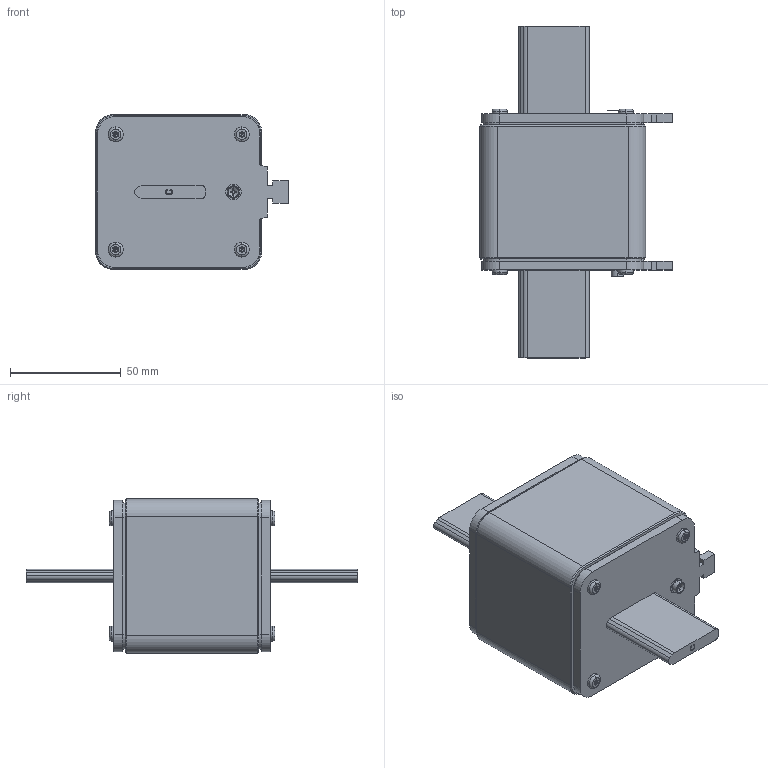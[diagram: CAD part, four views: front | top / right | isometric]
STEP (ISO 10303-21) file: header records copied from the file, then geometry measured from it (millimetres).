
FILE_DESCRIPTION (( 'STEP AP203' ), '1' );
FILE_NAME ('Assy -262.step', '2017-08-24T14:28:58', ( '' ), ( '' ), 'SwSTEP 2.0', 'SolidWorks 2013', '' );
FILE_SCHEMA (( 'CONFIG_CONTROL_DESIGN' ));
Length unit declared in the file: millimetre
Products named in the file (1): Assy -262
Bounding box: 87 x 150 x 70 mm (x, y, z)
Volume: 379679 mm3; surface area: 37932.1 mm2
Topology: 1 solids, 2 shells, 568 faces, 1428 edges, 814 vertices
Faces by surface type: cylinder 216, cone 148, plane 144, bspline 38, torus 22
Entity records: 18215 total; most frequent: CARTESIAN_POINT 5053, DIRECTION 2774, ORIENTED_EDGE 2712, EDGE_CURVE 1356, AXIS2_PLACEMENT_3D 1031, VERTEX_POINT 814, VECTOR 712, LINE 712
